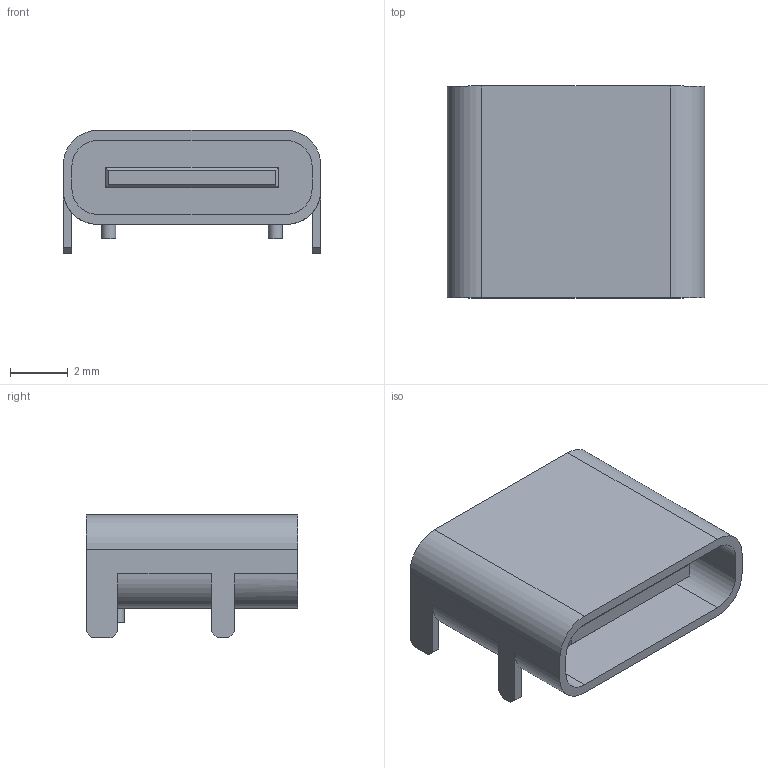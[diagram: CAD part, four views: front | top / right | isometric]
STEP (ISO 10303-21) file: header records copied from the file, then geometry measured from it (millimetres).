
FILE_DESCRIPTION(('FreeCAD Model'),'2;1');
FILE_NAME('Open CASCADE Shape Model','2025-11-01T13:03:09',('Author'),( ''),'Open CASCADE STEP processor 7.8','FreeCAD','Unknown');
FILE_SCHEMA(('AUTOMOTIVE_DESIGN { 1 0 10303 214 1 1 1 1 }'));
Length unit declared in the file: millimetre
Products named in the file (1): Body (Mirror #1)
Bounding box: 8.94 x 7.35 x 4.27 mm (x, y, z)
Volume: 98.4 mm3; surface area: 436.1 mm2
Topology: 1 solids, 1 shells, 54 faces, 140 edges, 92 vertices
Faces by surface type: plane 44, cylinder 10
Full cylindrical faces by diameter (mm): 0.5 x2
Entity records: 1660 total; most frequent: CARTESIAN_POINT 287, ORIENTED_EDGE 280, DIRECTION 276, EDGE_CURVE 140, LINE 114, VECTOR 114, VERTEX_POINT 92, AXIS2_PLACEMENT_3D 81
